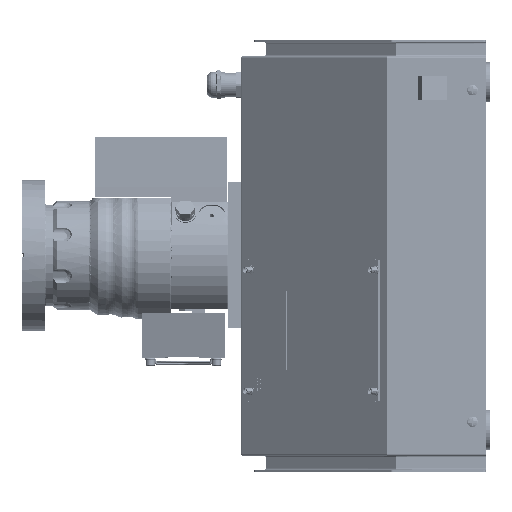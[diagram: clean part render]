
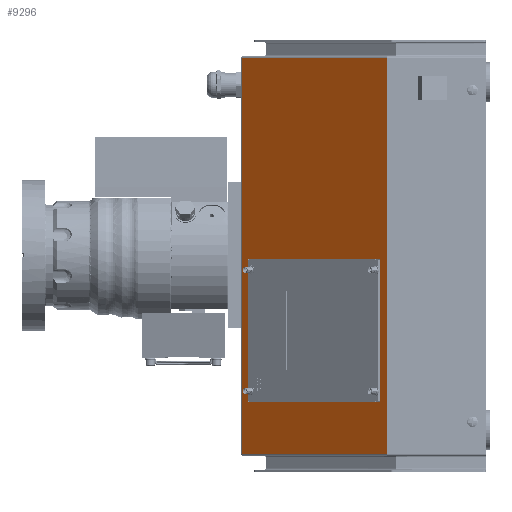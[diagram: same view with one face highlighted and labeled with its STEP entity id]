
A CAD part, left-side view. The second image highlights one B-rep face of the part: STEP entity #9296.
In plain terms, the highlighted planar face has unit normal (-0.766, 0.643, 0).
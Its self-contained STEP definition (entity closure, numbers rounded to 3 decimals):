
#8361=CARTESIAN_POINT('',(-209.029,184.107,1.1));
#8362=VERTEX_POINT('',#8361);
#8387=CARTESIAN_POINT('',(-209.029,184.107,299.9));
#8388=VERTEX_POINT('',#8387);
#8389=CARTESIAN_POINT('',(-209.029,184.107,1.1));
#8390=DIRECTION('',(0.0,0.0,1.0));
#8391=VECTOR('',#8390,298.8);
#8392=LINE('',#8389,#8391);
#8393=EDGE_CURVE('',#8362,#8388,#8392,.T.);
#9215=CARTESIAN_POINT('',(-296.471,79.898,148.0));
#9216=VERTEX_POINT('',#9215);
#9217=CARTESIAN_POINT('',(-296.471,79.898,40.5));
#9218=VERTEX_POINT('',#9217);
#9219=CARTESIAN_POINT('',(-296.471,79.898,148.0));
#9220=DIRECTION('',(0.0,0.0,-1.0));
#9221=VECTOR('',#9220,107.5);
#9222=LINE('',#9219,#9221);
#9223=EDGE_CURVE('',#9216,#9218,#9222,.T.);
#9241=CARTESIAN_POINT('',(-208.699,184.5,0.0));
#9242=DIRECTION('',(-0.766,0.643,0.0));
#9243=DIRECTION('',(0.0,0.0,1.0));
#9244=AXIS2_PLACEMENT_3D('',#9241,#9242,#9243);
#9245=PLANE('',#9244);
#9246=CARTESIAN_POINT('',(-300.743,74.807,1.1));
#9247=VERTEX_POINT('',#9246);
#9248=CARTESIAN_POINT('',(-300.743,74.807,1.1));
#9249=DIRECTION('',(0.643,0.766,0.0));
#9250=VECTOR('',#9249,142.681);
#9251=LINE('',#9248,#9250);
#9252=EDGE_CURVE('',#9247,#8362,#9251,.T.);
#9253=ORIENTED_EDGE('',*,*,#9252,.F.);
#9254=CARTESIAN_POINT('',(-300.743,74.807,299.9));
#9255=VERTEX_POINT('',#9254);
#9256=CARTESIAN_POINT('',(-300.743,74.807,1.1));
#9257=DIRECTION('',(0.0,0.0,1.0));
#9258=VECTOR('',#9257,298.8);
#9259=LINE('',#9256,#9258);
#9260=EDGE_CURVE('',#9247,#9255,#9259,.T.);
#9261=ORIENTED_EDGE('',*,*,#9260,.T.);
#9262=CARTESIAN_POINT('',(-209.029,184.107,299.9));
#9263=DIRECTION('',(-0.643,-0.766,0.0));
#9264=VECTOR('',#9263,142.681);
#9265=LINE('',#9262,#9264);
#9266=EDGE_CURVE('',#8388,#9255,#9265,.T.);
#9267=ORIENTED_EDGE('',*,*,#9266,.F.);
#9268=ORIENTED_EDGE('',*,*,#8393,.F.);
#9269=EDGE_LOOP('',(#9253,#9261,#9267,#9268));
#9270=FACE_OUTER_BOUND('',#9269,.T.);
#9271=ORIENTED_EDGE('',*,*,#9223,.T.);
#9272=CARTESIAN_POINT('',(-213.23,179.1,40.5));
#9273=VERTEX_POINT('',#9272);
#9274=CARTESIAN_POINT('',(-296.471,79.898,40.5));
#9275=DIRECTION('',(0.643,0.766,0.0));
#9276=VECTOR('',#9275,129.5);
#9277=LINE('',#9274,#9276);
#9278=EDGE_CURVE('',#9218,#9273,#9277,.T.);
#9279=ORIENTED_EDGE('',*,*,#9278,.T.);
#9280=CARTESIAN_POINT('',(-213.23,179.1,148.0));
#9281=VERTEX_POINT('',#9280);
#9282=CARTESIAN_POINT('',(-213.23,179.1,40.5));
#9283=DIRECTION('',(0.0,0.0,1.0));
#9284=VECTOR('',#9283,107.5);
#9285=LINE('',#9282,#9284);
#9286=EDGE_CURVE('',#9273,#9281,#9285,.T.);
#9287=ORIENTED_EDGE('',*,*,#9286,.T.);
#9288=CARTESIAN_POINT('',(-213.23,179.1,148.0));
#9289=DIRECTION('',(-0.643,-0.766,0.0));
#9290=VECTOR('',#9289,129.5);
#9291=LINE('',#9288,#9290);
#9292=EDGE_CURVE('',#9281,#9216,#9291,.T.);
#9293=ORIENTED_EDGE('',*,*,#9292,.T.);
#9294=EDGE_LOOP('',(#9271,#9279,#9287,#9293));
#9295=FACE_BOUND('',#9294,.T.);
#9296=ADVANCED_FACE('',(#9270,#9295),#9245,.T.);
